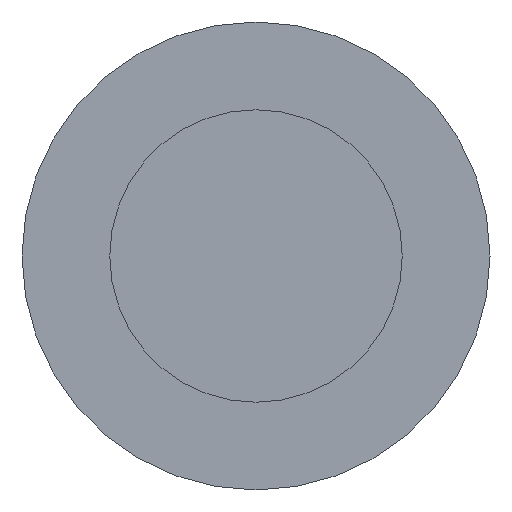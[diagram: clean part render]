
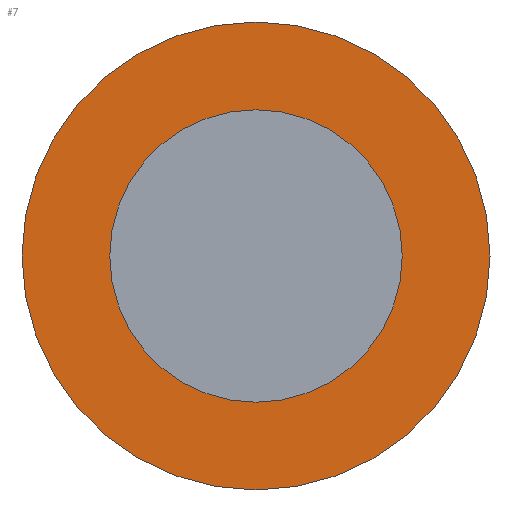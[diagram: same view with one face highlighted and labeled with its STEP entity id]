
A CAD part, left-side view. The second image highlights one B-rep face of the part: STEP entity #7.
In plain terms, the highlighted planar face has unit normal (-1, 0, 0).
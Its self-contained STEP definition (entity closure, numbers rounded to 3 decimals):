
#7 = ADVANCED_FACE ( 'NONE', ( #219, #645 ), #331, .F. ) ;
#20 = AXIS2_PLACEMENT_3D ( 'NONE', #867, #77, #496 ) ;
#34 = DIRECTION ( 'NONE',  ( 0., 0., 1. ) ) ;
#53 = VERTEX_POINT ( 'NONE', #136 ) ;
#59 = AXIS2_PLACEMENT_3D ( 'NONE', #919, #249, #337 ) ;
#77 = DIRECTION ( 'NONE',  ( 1., 0., 0. ) ) ;
#80 = CIRCLE ( 'NONE', #59, 10. ) ;
#136 = CARTESIAN_POINT ( 'NONE',  ( -27.171, 171.083, 238.657 ) ) ;
#146 = AXIS2_PLACEMENT_3D ( 'NONE', #455, #910, #1125 ) ;
#157 = EDGE_LOOP ( 'NONE', ( #1084, #935 ) ) ;
#209 = EDGE_CURVE ( 'NONE', #53, #1254, #877, .T. ) ;
#219 = FACE_BOUND ( 'NONE', #978, .T. ) ;
#249 = DIRECTION ( 'NONE',  ( -1., 0., 0. ) ) ;
#250 = VERTEX_POINT ( 'NONE', #1203 ) ;
#262 = DIRECTION ( 'NONE',  ( 0., 0., 1. ) ) ;
#331 = PLANE ( 'NONE',  #146 ) ;
#337 = DIRECTION ( 'NONE',  ( 0., 0., 1. ) ) ;
#455 = CARTESIAN_POINT ( 'NONE',  ( -27.171, 171.083, 254.657 ) ) ;
#461 = CIRCLE ( 'NONE', #20, 16. ) ;
#496 = DIRECTION ( 'NONE',  ( 0., 0., 1. ) ) ;
#539 = AXIS2_PLACEMENT_3D ( 'NONE', #657, #1161, #34 ) ;
#573 = CARTESIAN_POINT ( 'NONE',  ( -27.171, 171.083, 254.657 ) ) ;
#591 = VERTEX_POINT ( 'NONE', #729 ) ;
#645 = FACE_OUTER_BOUND ( 'NONE', #157, .T. ) ;
#657 = CARTESIAN_POINT ( 'NONE',  ( -27.171, 171.083, 254.657 ) ) ;
#666 = AXIS2_PLACEMENT_3D ( 'NONE', #573, #865, #262 ) ;
#729 = CARTESIAN_POINT ( 'NONE',  ( -27.171, 171.083, 244.657 ) ) ;
#780 = ORIENTED_EDGE ( 'NONE', *, *, #1172, .F. ) ;
#827 = CARTESIAN_POINT ( 'NONE',  ( -27.171, 171.083, 270.657 ) ) ;
#865 = DIRECTION ( 'NONE',  ( 1., 0., 0. ) ) ;
#867 = CARTESIAN_POINT ( 'NONE',  ( -27.171, 171.083, 254.657 ) ) ;
#874 = EDGE_CURVE ( 'NONE', #250, #591, #1262, .T. ) ;
#877 = CIRCLE ( 'NONE', #666, 16. ) ;
#878 = ORIENTED_EDGE ( 'NONE', *, *, #874, .F. ) ;
#910 = DIRECTION ( 'NONE',  ( 1., 0., 0. ) ) ;
#919 = CARTESIAN_POINT ( 'NONE',  ( -27.171, 171.083, 254.657 ) ) ;
#935 = ORIENTED_EDGE ( 'NONE', *, *, #209, .F. ) ;
#957 = EDGE_CURVE ( 'NONE', #1254, #53, #461, .T. ) ;
#978 = EDGE_LOOP ( 'NONE', ( #878, #780 ) ) ;
#1084 = ORIENTED_EDGE ( 'NONE', *, *, #957, .F. ) ;
#1125 = DIRECTION ( 'NONE',  ( 0., 0., -1. ) ) ;
#1161 = DIRECTION ( 'NONE',  ( -1., 0., 0. ) ) ;
#1172 = EDGE_CURVE ( 'NONE', #591, #250, #80, .T. ) ;
#1203 = CARTESIAN_POINT ( 'NONE',  ( -27.171, 171.083, 264.657 ) ) ;
#1254 = VERTEX_POINT ( 'NONE', #827 ) ;
#1262 = CIRCLE ( 'NONE', #539, 10. ) ;
